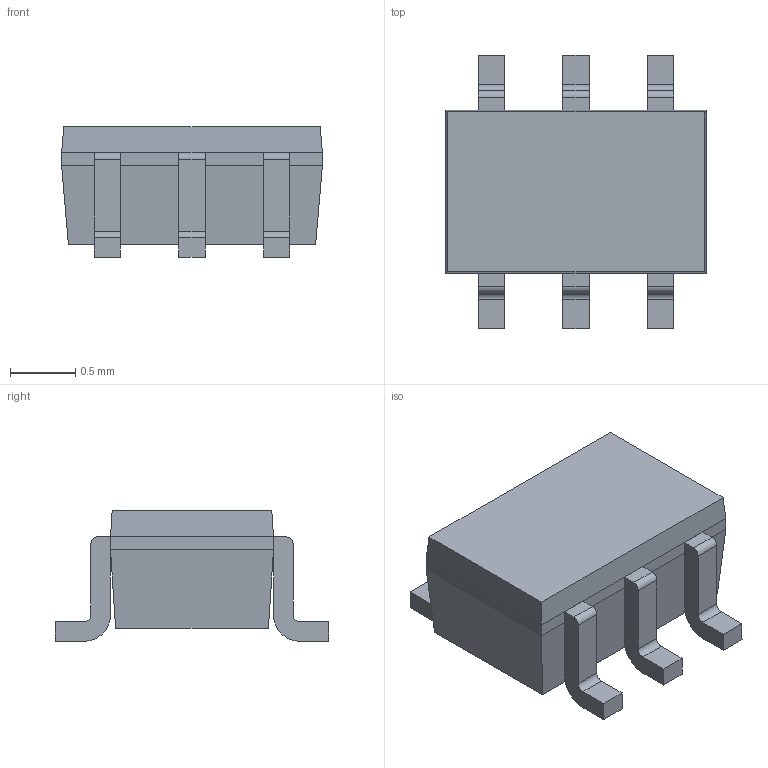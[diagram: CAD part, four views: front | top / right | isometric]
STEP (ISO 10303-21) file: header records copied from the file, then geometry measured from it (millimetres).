
FILE_DESCRIPTION( (''), '2;1');
FILE_NAME ('3D_Model_UMT6.stp','2019-08-19T10:51:30',(''),(''),'spGate 14.4.10','','');
FILE_SCHEMA (('AUTOMOTIVE_DESIGN'));
Length unit declared in the file: millimetre
Products named in the file (8): Assembly; 3D_Model_UMT6-prt0; 3D_Model_UMT6-prt1; 3D_Model_UMT6-prt2; 3D_Model_UMT6-prt3; 3D_Model_UMT6-prt4; 3D_Model_UMT6-prt5; 3D_Model_UMT6-prt6
Assembly tree (7 placements, depth 2):
  Assembly
    3D_Model_UMT6-prt0
    3D_Model_UMT6-prt1
    3D_Model_UMT6-prt2
    3D_Model_UMT6-prt3
    3D_Model_UMT6-prt4
    3D_Model_UMT6-prt5
    3D_Model_UMT6-prt6
Bounding box: 2 x 2.1 x 1 mm (x, y, z)
Volume: 2.3 mm3; surface area: 15 mm2
Topology: 7 solids, 7 shells, 80 faces, 190 edges, 124 vertices
Faces by surface type: plane 62, cylinder 18
Entity records: 4088 total; most frequent: CARTESIAN_POINT 418, DIRECTION 410, ORIENTED_EDGE 380, COLOUR_RGB 277, PRESENTATION_STYLE_ASSIGNMENT 277, STYLED_ITEM 277, EDGE_CURVE 190, DRAUGHTING_PRE_DEFINED_CURVE_FONT 190
